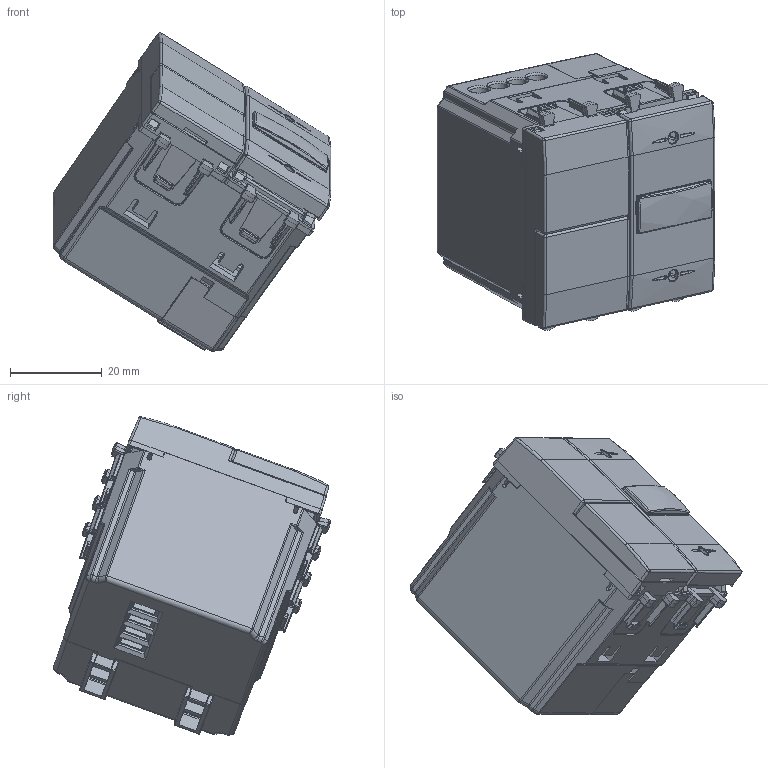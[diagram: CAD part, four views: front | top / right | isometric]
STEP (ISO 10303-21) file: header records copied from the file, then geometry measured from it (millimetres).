
FILE_DESCRIPTION(('CATIA V5 STEP Exchange'),'2;1');
FILE_NAME('441ABRT01.stp','2024-03-05T09:24:48+00:00',('none'),('none'),'CATIA Version 5-6 Release 2016 SP6','CATIA V5 STEP AP203','none');
FILE_SCHEMA(('CONFIG_CONTROL_DESIGN'));
Products named in the file (1): 441ABRT01
Assembly tree (12 placements, depth 2):
  441ABRT01
    #57
    #21645  x2
    #23629  x2
    #25130
    #45626
    #70190
    #73889
    #102206
    #105938
    #111309
Bounding box: 60.64 x 60.58 x 69.62 mm (x, y, z)
Volume: 26214.8 mm3; surface area: 38146.4 mm2
Topology: 11 solids, 11 shells, 2953 faces, 8108 edges, 5093 vertices
Faces by surface type: plane 1537, cylinder 864, bspline 234, cone 146, sphere 97, torus 70, revolution 5
Entity records: 111320 total; most frequent: CARTESIAN_POINT 48541, ORIENTED_EDGE 15352, DIRECTION 9030, EDGE_CURVE 7676, VERTEX_POINT 4886, VECTOR 4196, LINE 4196, EDGE_LOOP 2916
